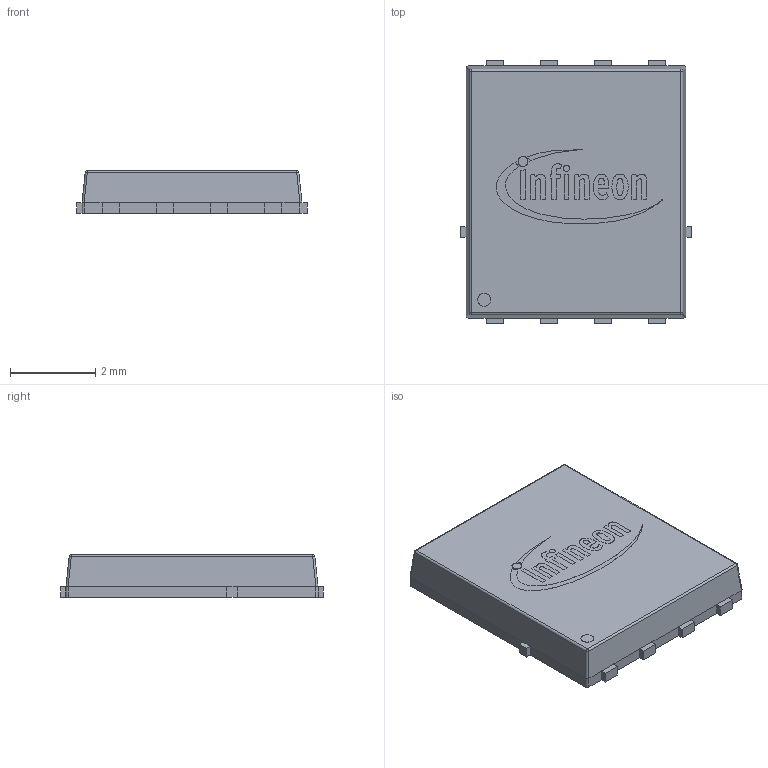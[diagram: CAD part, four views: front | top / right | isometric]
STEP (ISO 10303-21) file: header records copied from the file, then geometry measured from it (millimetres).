
FILE_DESCRIPTION (( 'STEP AP214' ), '1' );
FILE_NAME ('BSC034N06NS.STEP', '2022-10-25T05:09:43', ( '' ), ( '' ), 'SwSTEP 2.0', 'SolidWorks 2022', '' );
FILE_SCHEMA (( 'AUTOMOTIVE_DESIGN' ));
Length unit declared in the file: millimetre
Products named in the file (3): BSC034N06NS; Infineon_Logo_1.4mm
Assembly tree (2 placements, depth 2):
  BSC034N06NS
    BSC034N06NS
    Infineon_Logo_1.4mm
Bounding box: 5.39 x 6.15 x 1 mm (x, y, z)
Volume: 29.8 mm3; surface area: 131.5 mm2
Topology: 19 solids, 19 shells, 350 faces, 901 edges, 590 vertices
Faces by surface type: plane 194, bspline 83, cylinder 69, sphere 4
Entity records: 12276 total; most frequent: CARTESIAN_POINT 2933, ORIENTED_EDGE 1802, DIRECTION 1405, EDGE_CURVE 901, VECTOR 601, LINE 601, VERTEX_POINT 590, AXIS2_PLACEMENT_3D 402
